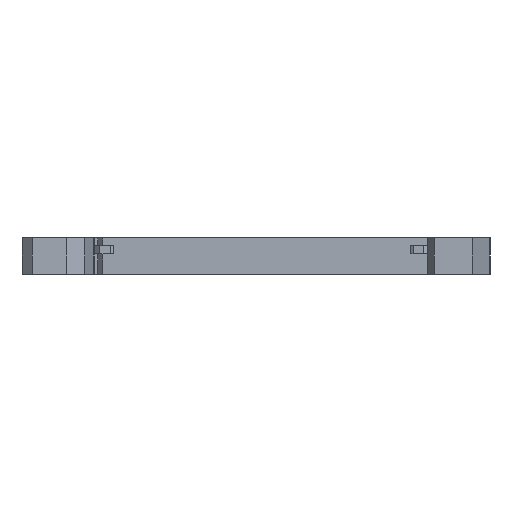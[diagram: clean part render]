
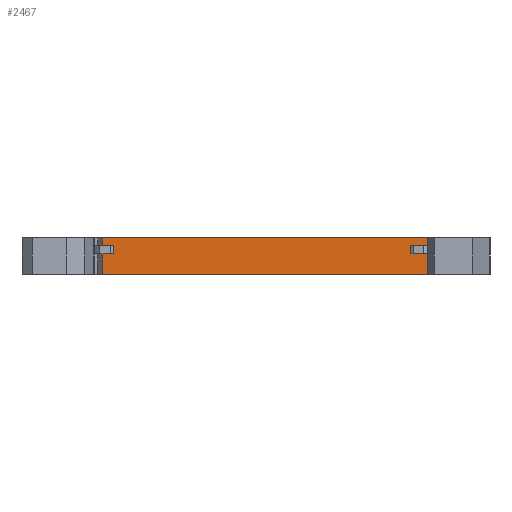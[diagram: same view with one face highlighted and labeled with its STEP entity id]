
A CAD part, front view. The second image highlights one B-rep face of the part: STEP entity #2467.
In plain terms, the highlighted free-form (B-spline) face has degree [1, 1] with [2, 2] control points.
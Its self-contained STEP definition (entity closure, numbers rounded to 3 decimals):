
#2346=CARTESIAN_POINT('',(191.062,128.491,31.036));
#2347=CARTESIAN_POINT('',(256.85,128.491,31.036));
#2348=CARTESIAN_POINT('',(191.062,128.491,-18.142));
#2349=CARTESIAN_POINT('',(256.85,128.491,-18.142));
#2350=B_SPLINE_SURFACE_WITH_KNOTS('',1,1,((#2346,#2347),(#2348,#2349)),.PLANE_SURF.,.F.,.F.,.U.,(2,2),(2,2),(-0.5,1.),(-0.993,1.014),.UNSPECIFIED.);
#2351=CARTESIAN_POINT('',(256.295,128.491,-3.5));
#2352=VERTEX_POINT('',#2351);
#2353=CARTESIAN_POINT('',(223.698,128.491,-3.5));
#2354=VERTEX_POINT('',#2353);
#2355=CARTESIAN_POINT('',(256.295,128.491,-3.5));
#2356=CARTESIAN_POINT('',(223.698,128.491,-3.5));
#2357=B_SPLINE_CURVE_WITH_KNOTS('',1,(#2355,#2356),.POLYLINE_FORM.,.F.,.U.,(2,2),(0.51,0.514),.UNSPECIFIED.);
#2358=EDGE_CURVE('',#2352,#2354,#2357,.T.);
#2359=ORIENTED_EDGE('',*,*,#2358,.F.);
#2360=CARTESIAN_POINT('',(256.295,128.491,-1.55));
#2361=VERTEX_POINT('',#2360);
#2362=CARTESIAN_POINT('',(256.295,128.491,-1.55));
#2363=CARTESIAN_POINT('',(256.295,128.491,-3.5));
#2364=B_SPLINE_CURVE_WITH_KNOTS('',1,(#2362,#2363),.POLYLINE_FORM.,.F.,.U.,(2,2),(0.443,1.),.UNSPECIFIED.);
#2365=EDGE_CURVE('',#2361,#2352,#2364,.T.);
#2366=ORIENTED_EDGE('',*,*,#2365,.F.);
#2367=CARTESIAN_POINT('',(256.159,128.491,-1.55));
#2368=VERTEX_POINT('',#2367);
#2369=CARTESIAN_POINT('',(256.159,128.491,-1.55));
#2370=CARTESIAN_POINT('',(256.295,128.491,-1.55));
#2371=B_SPLINE_CURVE_WITH_KNOTS('',1,(#2369,#2370),.POLYLINE_FORM.,.F.,.U.,(2,2),(0.846,0.849),.UNSPECIFIED.);
#2372=EDGE_CURVE('',#2368,#2361,#2371,.T.);
#2373=ORIENTED_EDGE('',*,*,#2372,.F.);
#2374=CARTESIAN_POINT('',(256.159,128.491,-0.75));
#2375=VERTEX_POINT('',#2374);
#2376=CARTESIAN_POINT('',(256.159,128.491,-0.75));
#2377=CARTESIAN_POINT('',(256.159,128.491,-1.55));
#2378=B_SPLINE_CURVE_WITH_KNOTS('',1,(#2376,#2377),.POLYLINE_FORM.,.F.,.U.,(2,2),(0.518,0.592),.UNSPECIFIED.);
#2379=EDGE_CURVE('',#2375,#2368,#2378,.T.);
#2380=ORIENTED_EDGE('',*,*,#2379,.F.);
#2381=CARTESIAN_POINT('',(256.295,128.491,-0.75));
#2382=VERTEX_POINT('',#2381);
#2383=CARTESIAN_POINT('',(256.295,128.491,-0.75));
#2384=CARTESIAN_POINT('',(256.159,128.491,-0.75));
#2385=B_SPLINE_CURVE_WITH_KNOTS('',1,(#2383,#2384),.POLYLINE_FORM.,.F.,.U.,(2,2),(0.151,0.153),.UNSPECIFIED.);
#2386=EDGE_CURVE('',#2382,#2375,#2385,.T.);
#2387=ORIENTED_EDGE('',*,*,#2386,.F.);
#2388=CARTESIAN_POINT('',(256.295,128.491,0.));
#2389=VERTEX_POINT('',#2388);
#2390=CARTESIAN_POINT('',(256.295,128.491,0.));
#2391=CARTESIAN_POINT('',(256.295,128.491,-0.75));
#2392=B_SPLINE_CURVE_WITH_KNOTS('',1,(#2390,#2391),.POLYLINE_FORM.,.F.,.U.,(2,2),(0.,0.214),.UNSPECIFIED.);
#2393=EDGE_CURVE('',#2389,#2382,#2392,.T.);
#2394=ORIENTED_EDGE('',*,*,#2393,.F.);
#2395=CARTESIAN_POINT('',(223.698,128.491,0.));
#2396=VERTEX_POINT('',#2395);
#2397=CARTESIAN_POINT('',(256.295,128.491,0.));
#2398=CARTESIAN_POINT('',(223.698,128.491,0.));
#2399=B_SPLINE_CURVE_WITH_KNOTS('',1,(#2397,#2398),.POLYLINE_FORM.,.F.,.U.,(2,2),(0.,1.),.UNSPECIFIED.);
#2400=EDGE_CURVE('',#2389,#2396,#2399,.T.);
#2401=ORIENTED_EDGE('',*,*,#2400,.T.);
#2402=CARTESIAN_POINT('',(223.698,128.491,-0.75));
#2403=VERTEX_POINT('',#2402);
#2404=CARTESIAN_POINT('',(223.698,128.491,-0.75));
#2405=CARTESIAN_POINT('',(223.698,128.491,0.));
#2406=B_SPLINE_CURVE_WITH_KNOTS('',1,(#2404,#2405),.POLYLINE_FORM.,.F.,.U.,(2,2),(0.786,1.),.UNSPECIFIED.);
#2407=EDGE_CURVE('',#2403,#2396,#2406,.T.);
#2408=ORIENTED_EDGE('',*,*,#2407,.F.);
#2409=CARTESIAN_POINT('',(224.71,128.491,-0.75));
#2410=VERTEX_POINT('',#2409);
#2411=CARTESIAN_POINT('',(224.71,128.491,-0.75));
#2412=CARTESIAN_POINT('',(223.698,128.491,-0.75));
#2413=B_SPLINE_CURVE_WITH_KNOTS('',1,(#2411,#2412),.POLYLINE_FORM.,.F.,.U.,(2,2),(0.766,0.786),.UNSPECIFIED.);
#2414=EDGE_CURVE('',#2410,#2403,#2413,.T.);
#2415=ORIENTED_EDGE('',*,*,#2414,.F.);
#2416=CARTESIAN_POINT('',(224.71,128.491,-1.55));
#2417=VERTEX_POINT('',#2416);
#2418=CARTESIAN_POINT('',(224.71,128.491,-1.55));
#2419=CARTESIAN_POINT('',(224.71,128.491,-0.75));
#2420=B_SPLINE_CURVE_WITH_KNOTS('',1,(#2418,#2419),.POLYLINE_FORM.,.F.,.U.,(2,2),(0.,1.),.UNSPECIFIED.);
#2421=EDGE_CURVE('',#2417,#2410,#2420,.T.);
#2422=ORIENTED_EDGE('',*,*,#2421,.F.);
#2423=CARTESIAN_POINT('',(223.698,128.491,-1.55));
#2424=VERTEX_POINT('',#2423);
#2425=CARTESIAN_POINT('',(223.698,128.491,-1.55));
#2426=CARTESIAN_POINT('',(224.71,128.491,-1.55));
#2427=B_SPLINE_CURVE_WITH_KNOTS('',1,(#2425,#2426),.POLYLINE_FORM.,.F.,.U.,(2,2),(0.215,0.234),.UNSPECIFIED.);
#2428=EDGE_CURVE('',#2424,#2417,#2427,.T.);
#2429=ORIENTED_EDGE('',*,*,#2428,.F.);
#2430=CARTESIAN_POINT('',(223.698,128.491,-3.5));
#2431=CARTESIAN_POINT('',(223.698,128.491,-1.55));
#2432=B_SPLINE_CURVE_WITH_KNOTS('',1,(#2430,#2431),.POLYLINE_FORM.,.F.,.U.,(2,2),(0.,0.557),.UNSPECIFIED.);
#2433=EDGE_CURVE('',#2354,#2424,#2432,.T.);
#2434=ORIENTED_EDGE('',*,*,#2433,.F.);
#2435=EDGE_LOOP('',(#2359,#2366,#2373,#2380,#2387,#2394,#2401,#2408,#2415,#2422,#2429,#2434));
#2436=FACE_OUTER_BOUND('',#2435,.T.);
#2437=CARTESIAN_POINT('',(254.947,128.491,-0.75));
#2438=VERTEX_POINT('',#2437);
#2439=CARTESIAN_POINT('',(253.274,128.491,-0.75));
#2440=VERTEX_POINT('',#2439);
#2441=CARTESIAN_POINT('',(254.947,128.491,-0.75));
#2442=CARTESIAN_POINT('',(253.274,128.491,-0.75));
#2443=B_SPLINE_CURVE_WITH_KNOTS('',1,(#2441,#2442),.POLYLINE_FORM.,.F.,.U.,(2,2),(0.177,0.21),.UNSPECIFIED.);
#2444=EDGE_CURVE('',#2438,#2440,#2443,.T.);
#2445=ORIENTED_EDGE('',*,*,#2444,.F.);
#2446=CARTESIAN_POINT('',(254.947,128.491,-1.55));
#2447=VERTEX_POINT('',#2446);
#2448=CARTESIAN_POINT('',(254.947,128.491,-1.55));
#2449=CARTESIAN_POINT('',(254.947,128.491,-0.75));
#2450=B_SPLINE_CURVE_WITH_KNOTS('',1,(#2448,#2449),.POLYLINE_FORM.,.F.,.U.,(2,2),(0.,1.),.UNSPECIFIED.);
#2451=EDGE_CURVE('',#2447,#2438,#2450,.T.);
#2452=ORIENTED_EDGE('',*,*,#2451,.F.);
#2453=CARTESIAN_POINT('',(253.274,128.491,-1.55));
#2454=VERTEX_POINT('',#2453);
#2455=CARTESIAN_POINT('',(253.274,128.491,-1.55));
#2456=CARTESIAN_POINT('',(254.947,128.491,-1.55));
#2457=B_SPLINE_CURVE_WITH_KNOTS('',1,(#2455,#2456),.POLYLINE_FORM.,.F.,.U.,(2,2),(0.79,0.823),.UNSPECIFIED.);
#2458=EDGE_CURVE('',#2454,#2447,#2457,.T.);
#2459=ORIENTED_EDGE('',*,*,#2458,.F.);
#2460=CARTESIAN_POINT('',(253.274,128.491,-0.75));
#2461=CARTESIAN_POINT('',(253.274,128.491,-1.55));
#2462=B_SPLINE_CURVE_WITH_KNOTS('',1,(#2460,#2461),.POLYLINE_FORM.,.F.,.U.,(2,2),(0.,1.),.UNSPECIFIED.);
#2463=EDGE_CURVE('',#2440,#2454,#2462,.T.);
#2464=ORIENTED_EDGE('',*,*,#2463,.F.);
#2465=EDGE_LOOP('',(#2445,#2452,#2459,#2464));
#2466=FACE_BOUND('',#2465,.T.);
#2467=ADVANCED_FACE('',(#2436,#2466),#2350,.T.);
